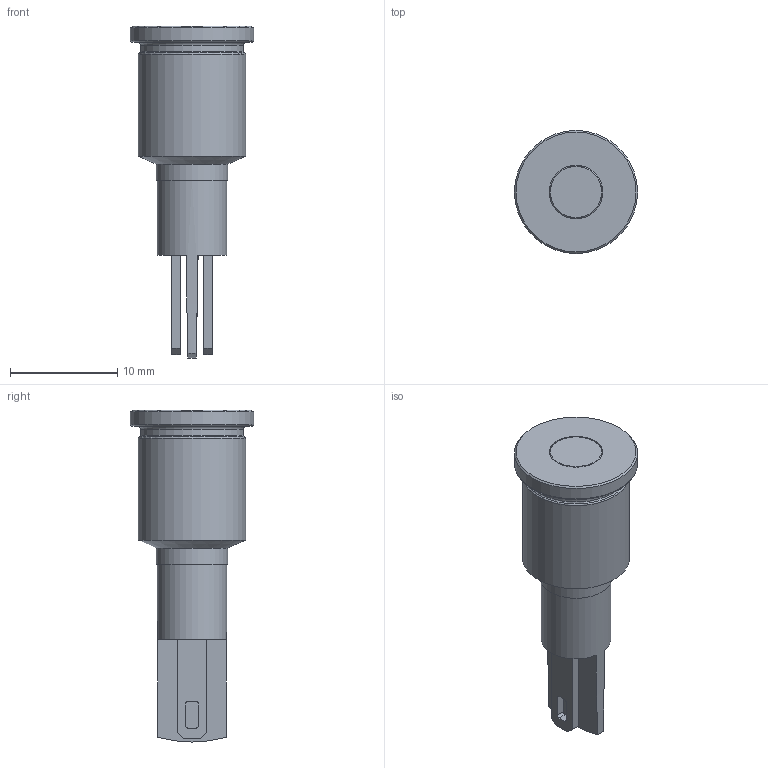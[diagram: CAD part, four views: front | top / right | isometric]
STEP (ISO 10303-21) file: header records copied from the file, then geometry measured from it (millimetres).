
FILE_DESCRIPTION((' '),'2;1');
FILE_NAME('PVL10FLxxx.stp','2017-08-02T14:41:17',(' '),(' '),' ','ACIS',' ');
FILE_SCHEMA(('CONFIG_CONTROL_DESIGN'));
Length unit declared in the file: inch
Products named in the file (1): PVL10FLxxx.stp
Bounding box: 11.5 x 11.5 x 31 mm (x, y, z)
Volume: 1408.2 mm3; surface area: 1056.3 mm2
Topology: 1 solids, 1 shells, 54 faces, 134 edges, 88 vertices
Faces by surface type: plane 29, cylinder 16, torus 4, bspline 3, cone 2
Full cylindrical faces by diameter (mm): 4.98 x1, 5 x1, 6.5 x1, 6.7 x1, 9.6 x1, 10 x1, 11.5 x1
Entity records: 1729 total; most frequent: CARTESIAN_POINT 356, DIRECTION 268, ORIENTED_EDGE 238, EDGE_CURVE 119, AXIS2_PLACEMENT_3D 100, VERTEX_POINT 86, EDGE_LOOP 77, VECTOR 68
